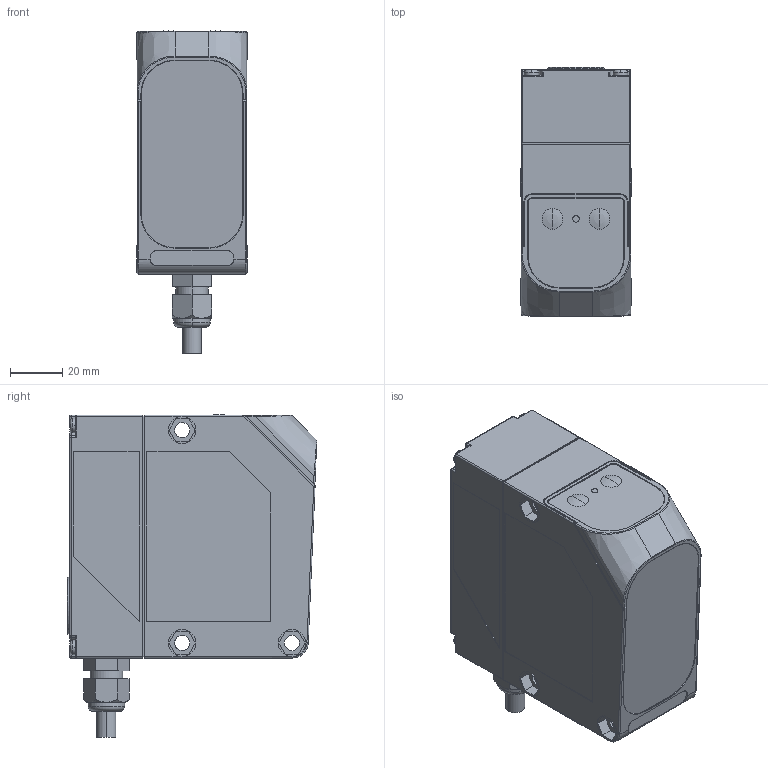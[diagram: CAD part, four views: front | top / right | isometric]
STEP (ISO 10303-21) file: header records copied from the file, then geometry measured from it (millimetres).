
FILE_DESCRIPTION((''),'2;1');
FILE_NAME('DM_CAD-1942_SW0001','2014-01-21T',('creinig-se'),(''),'PRO/ENGINEER BY PARAMETRIC TECHNOLOGY CORPORATION, 2013050','PRO/ENGINEER BY PARAMETRIC TECHNOLOGY CORPORATION, 2013050','');
FILE_SCHEMA(('CONFIG_CONTROL_DESIGN'));
Length unit declared in the file: millimetre
Products named in the file (1): DM_CAD-1942_SW0001
Bounding box: 42.4 x 95.53 x 123.6 mm (x, y, z)
Volume: 344801.6 mm3; surface area: 46317.8 mm2
Topology: 2 solids, 2 shells, 742 faces, 2055 edges, 1355 vertices
Faces by surface type: plane 381, cylinder 235, cone 54, torus 44, sphere 16, bspline 8, extrusion 4
Entity records: 28948 total; most frequent: CARTESIAN_POINT 6421, ORIENTED_EDGE 4078, DIRECTION 3815, EDGE_CURVE 2039, VERTEX_POINT 1355, AXIS2_PLACEMENT_3D 1336, VECTOR 1143, LINE 1139
